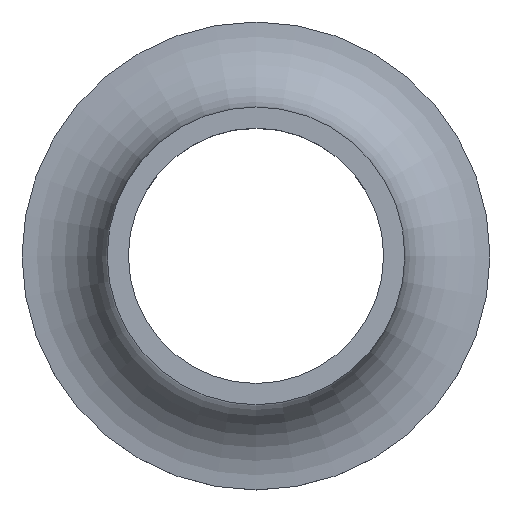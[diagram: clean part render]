
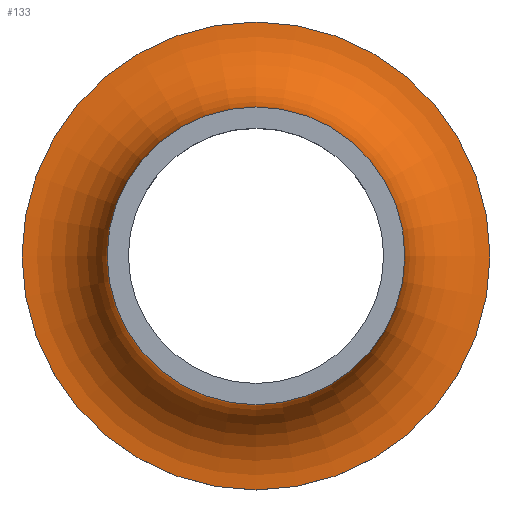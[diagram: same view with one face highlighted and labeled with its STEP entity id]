
A CAD part, top view. The second image highlights one B-rep face of the part: STEP entity #133.
In plain terms, the highlighted toroidal (fillet/blend) face has major radius 22 mm and minor radius 8 mm.
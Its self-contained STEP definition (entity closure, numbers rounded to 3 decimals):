
#39 = EDGE_CURVE('',#40,#40,#42,.T.);
#40 = VERTEX_POINT('',#41);
#41 = CARTESIAN_POINT('',(14.,0.,10.));
#42 = CIRCLE('',#43,14.);
#43 = AXIS2_PLACEMENT_3D('',#44,#45,#46);
#44 = CARTESIAN_POINT('',(0.,0.,10.));
#45 = DIRECTION('',(0.,0.,-1.));
#46 = DIRECTION('',(1.,0.,0.));
#114 = VERTEX_POINT('',#115);
#115 = CARTESIAN_POINT('',(22.,0.,2.));
#121 = EDGE_CURVE('',#114,#114,#122,.T.);
#122 = CIRCLE('',#123,22.);
#123 = AXIS2_PLACEMENT_3D('',#124,#125,#126);
#124 = CARTESIAN_POINT('',(0.,0.,2.));
#125 = DIRECTION('',(0.,0.,-1.));
#126 = DIRECTION('',(1.,0.,0.));
#133 = ADVANCED_FACE('',(#134),#146,.F.);
#134 = FACE_BOUND('',#135,.T.);
#135 = EDGE_LOOP('',(#136,#137,#144,#145));
#136 = ORIENTED_EDGE('',*,*,#39,.T.);
#137 = ORIENTED_EDGE('',*,*,#138,.T.);
#138 = EDGE_CURVE('',#40,#114,#139,.T.);
#139 = CIRCLE('',#140,8.);
#140 = AXIS2_PLACEMENT_3D('',#141,#142,#143);
#141 = CARTESIAN_POINT('',(22.,0.,10.));
#142 = DIRECTION('',(0.,-1.,0.));
#143 = DIRECTION('',(1.,0.,0.));
#144 = ORIENTED_EDGE('',*,*,#121,.F.);
#145 = ORIENTED_EDGE('',*,*,#138,.F.);
#146 = TOROIDAL_SURFACE('',#147,22.,8.);
#147 = AXIS2_PLACEMENT_3D('',#148,#149,#150);
#148 = CARTESIAN_POINT('',(0.,0.,10.));
#149 = DIRECTION('',(0.,0.,1.));
#150 = DIRECTION('',(1.,0.,0.));
